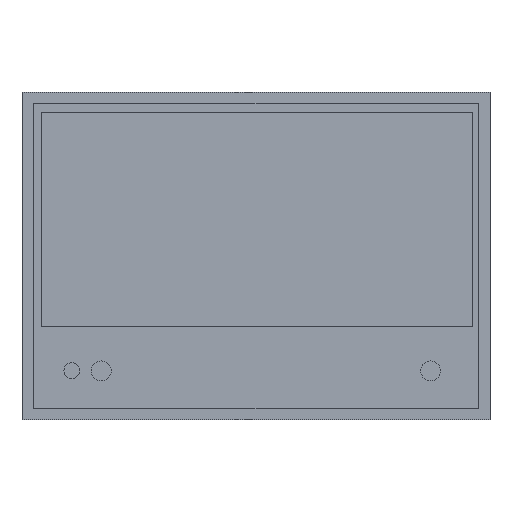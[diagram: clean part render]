
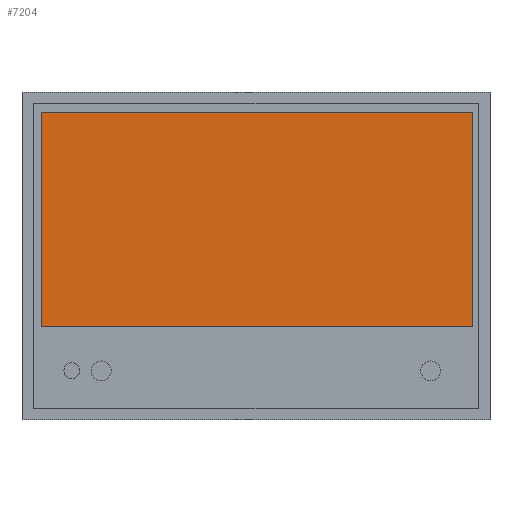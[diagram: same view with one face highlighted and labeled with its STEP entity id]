
A CAD part, front view. The second image highlights one B-rep face of the part: STEP entity #7204.
In plain terms, the highlighted planar face has unit normal (0, -1, 0).
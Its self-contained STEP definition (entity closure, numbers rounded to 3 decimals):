
#662=FACE_OUTER_BOUND('',#1094,.T.);
#1094=EDGE_LOOP('',(#6273,#6274,#6275,#6276));
#1930=LINE('',#11661,#2792);
#1933=LINE('',#11667,#2795);
#1936=LINE('',#11673,#2798);
#1939=LINE('',#11677,#2801);
#2792=VECTOR('',#9598,10.);
#2795=VECTOR('',#9603,10.);
#2798=VECTOR('',#9608,10.);
#2801=VECTOR('',#9613,10.);
#3457=VERTEX_POINT('',#11658);
#3458=VERTEX_POINT('',#11660);
#3460=VERTEX_POINT('',#11666);
#3462=VERTEX_POINT('',#11672);
#4402=EDGE_CURVE('',#3458,#3457,#1930,.T.);
#4405=EDGE_CURVE('',#3460,#3458,#1933,.T.);
#4408=EDGE_CURVE('',#3462,#3460,#1936,.T.);
#4411=EDGE_CURVE('',#3457,#3462,#1939,.T.);
#6273=ORIENTED_EDGE('',*,*,#4411,.T.);
#6274=ORIENTED_EDGE('',*,*,#4408,.T.);
#6275=ORIENTED_EDGE('',*,*,#4405,.T.);
#6276=ORIENTED_EDGE('',*,*,#4402,.T.);
#6785=PLANE('',#7792);
#7204=ADVANCED_FACE('',(#662),#6785,.T.);
#7792=AXIS2_PLACEMENT_3D('',#11678,#9614,#9615);
#9598=DIRECTION('',(0.,0.,-1.));
#9603=DIRECTION('',(-1.,0.,0.));
#9608=DIRECTION('',(0.,0.,1.));
#9613=DIRECTION('',(1.,0.,0.));
#9614=DIRECTION('center_axis',(0.,-1.,0.));
#9615=DIRECTION('ref_axis',(0.,0.,-1.));
#11658=CARTESIAN_POINT('',(-540.5,-664.6,-178.));
#11660=CARTESIAN_POINT('',(-540.5,-664.6,362.));
#11661=CARTESIAN_POINT('',(-540.5,-664.6,362.));
#11666=CARTESIAN_POINT('',(544.5,-664.6,362.));
#11667=CARTESIAN_POINT('',(544.5,-664.6,362.));
#11672=CARTESIAN_POINT('',(544.5,-664.6,-178.));
#11673=CARTESIAN_POINT('',(544.5,-664.6,-178.));
#11677=CARTESIAN_POINT('',(-540.5,-664.6,-178.));
#11678=CARTESIAN_POINT('Origin',(2.,-664.6,92.));
